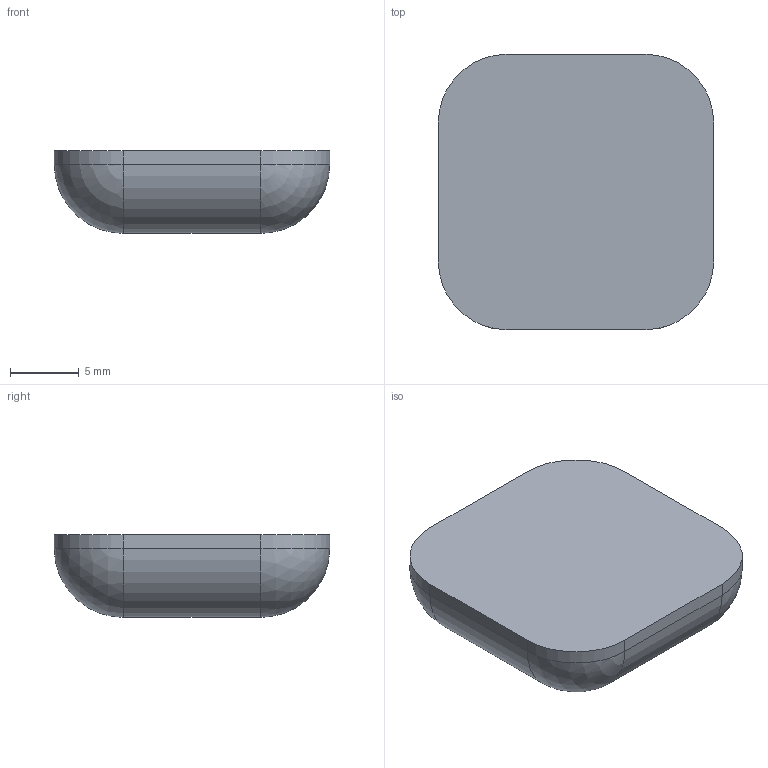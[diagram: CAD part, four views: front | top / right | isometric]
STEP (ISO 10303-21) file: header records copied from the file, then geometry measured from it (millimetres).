
FILE_DESCRIPTION (( 'STEP AP203' ), '1' );
FILE_NAME ('Clamp_Predeterminado_sldprt.STEP', '2022-06-23T14:44:28', ( '' ), ( '' ), 'SwSTEP 2.0', 'SolidWorks 2020', '' );
FILE_SCHEMA (( 'CONFIG_CONTROL_DESIGN' ));
Length unit declared in the file: millimetre
Products named in the file (1): Clamp_Predeterminado_sldprt
Bounding box: 20 x 20 x 6 mm (x, y, z)
Volume: 1663.9 mm3; surface area: 1099.7 mm2
Topology: 1 solids, 1 shells, 22 faces, 50 edges, 25 vertices
Faces by surface type: plane 9, cylinder 8, sphere 5
Entity records: 637 total; most frequent: DIRECTION 110, CARTESIAN_POINT 91, ORIENTED_EDGE 88, EDGE_CURVE 44, AXIS2_PLACEMENT_3D 43, LINE 24, VERTEX_POINT 24, VECTOR 24
